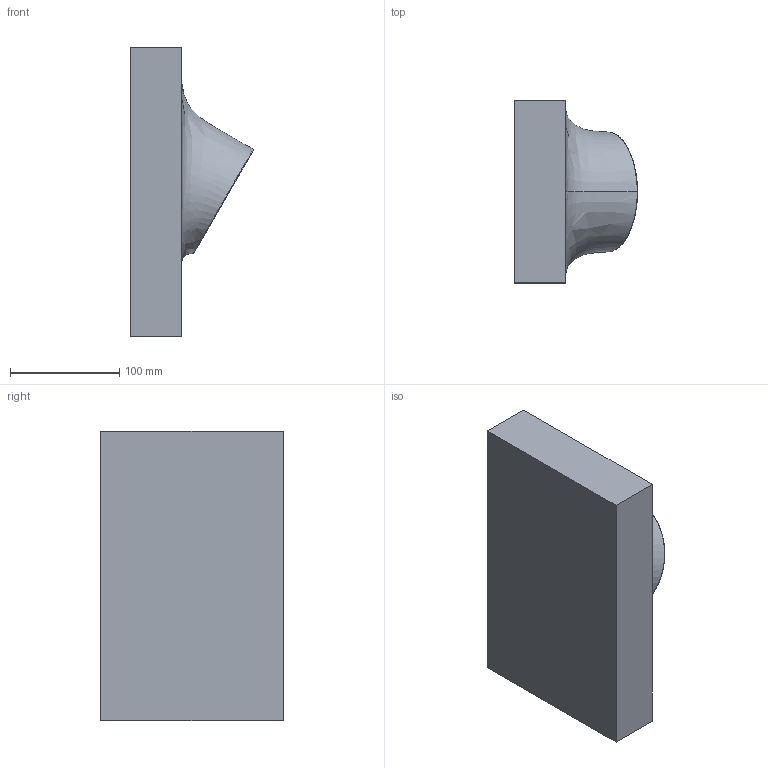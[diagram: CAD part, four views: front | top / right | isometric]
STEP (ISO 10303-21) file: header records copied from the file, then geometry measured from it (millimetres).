
FILE_DESCRIPTION(/* description */ (''),/* implementation_level */ '2;1');
FILE_NAME(/* name */ 'Ciclope_Parete_3D',/* time_stamp */ '2011-11-17T11:08:42+01:00',/* author */ (''),/* organization */ (''),/* preprocessor_version */ 'ST-DEVELOPER v10',/* originating_system */ '',/* authorisation */ '');
FILE_SCHEMA (('CONFIG_CONTROL_DESIGN'));
Length unit declared in the file: millimetre
Products named in the file (1): 1
Bounding box: 112.79 x 167 x 266 mm (x, y, z)
Surface area: 161111.5 mm2 (no closed solid volume)
Topology: 0 solids, 4 shells, 22 faces, 64 edges, 48 vertices
Faces by surface type: bspline 14, plane 8
Entity records: 3437 total; most frequent: CARTESIAN_POINT 2973, ORIENTED_EDGE 104, EDGE_CURVE 59, B_SPLINE_CURVE_WITH_KNOTS 48, VERTEX_POINT 43, EDGE_LOOP 25, ADVANCED_FACE 22, FACE_OUTER_BOUND 22
